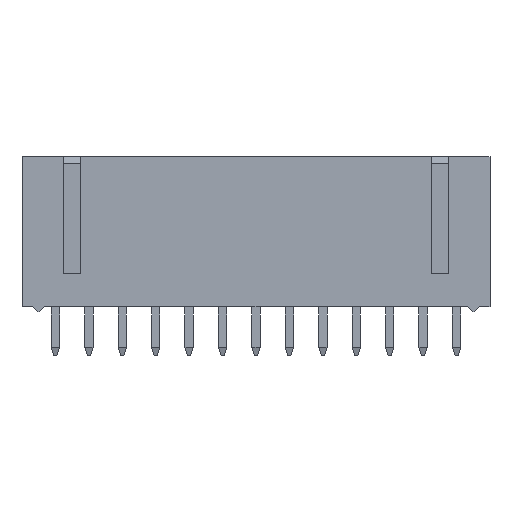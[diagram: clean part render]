
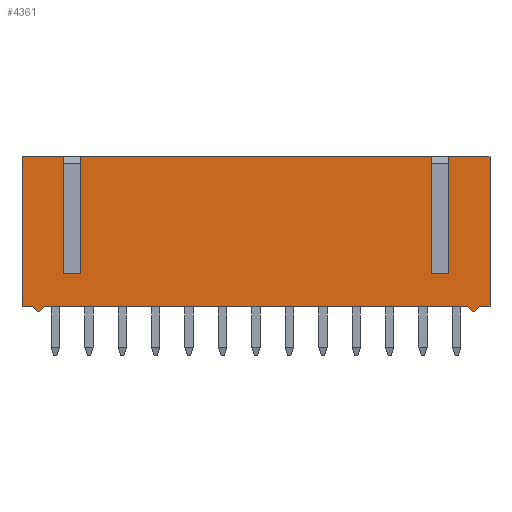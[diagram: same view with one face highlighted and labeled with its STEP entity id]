
A CAD part, front view. The second image highlights one B-rep face of the part: STEP entity #4361.
In plain terms, the highlighted planar face has unit normal (0, -1, 0).
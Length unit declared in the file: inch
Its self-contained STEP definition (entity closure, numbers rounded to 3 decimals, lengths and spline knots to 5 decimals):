
#5=DIRECTION('',(0.,0.,-1.));
#6=VECTOR('',#5,0.45);
#7=CARTESIAN_POINT('',(-0.7,-0.1,0.15));
#8=LINE('',#7,#6);
#573=DIRECTION('',(1.,0.,0.));
#574=VECTOR('',#573,0.0325);
#575=CARTESIAN_POINT('',(-0.7,-0.1,-0.3));
#576=LINE('',#575,#574);
#581=DIRECTION('',(1.,0.,0.));
#582=VECTOR('',#581,1.265);
#583=CARTESIAN_POINT('',(-0.6325,-0.1,-0.3));
#584=LINE('',#583,#582);
#593=DIRECTION('',(1.,0.,0.));
#594=VECTOR('',#593,0.0325);
#595=CARTESIAN_POINT('',(0.6675,-0.1,-0.3));
#596=LINE('',#595,#594);
#809=DIRECTION('',(-1.,0.,0.));
#810=VECTOR('',#809,0.05);
#811=CARTESIAN_POINT('',(-0.525,-0.1,-0.2));
#812=LINE('',#811,#810);
#813=DIRECTION('',(0.,0.,-1.));
#814=VECTOR('',#813,0.35);
#815=CARTESIAN_POINT('',(-0.525,-0.1,0.15));
#816=LINE('',#815,#814);
#817=DIRECTION('',(1.,0.,0.));
#818=VECTOR('',#817,1.05);
#819=CARTESIAN_POINT('',(-0.525,-0.1,0.15));
#820=LINE('',#819,#818);
#821=DIRECTION('',(0.,0.,-1.));
#822=VECTOR('',#821,0.35);
#823=CARTESIAN_POINT('',(0.525,-0.1,0.15));
#824=LINE('',#823,#822);
#825=DIRECTION('',(1.,0.,0.));
#826=VECTOR('',#825,0.05);
#827=CARTESIAN_POINT('',(0.525,-0.1,-0.2));
#828=LINE('',#827,#826);
#829=DIRECTION('',(0.,0.,-1.));
#830=VECTOR('',#829,0.35);
#831=CARTESIAN_POINT('',(0.575,-0.1,0.15));
#832=LINE('',#831,#830);
#833=DIRECTION('',(1.,0.,0.));
#834=VECTOR('',#833,0.125);
#835=CARTESIAN_POINT('',(0.575,-0.1,0.15));
#836=LINE('',#835,#834);
#837=DIRECTION('',(-0.707,0.,-0.707));
#838=VECTOR('',#837,0.02121);
#839=CARTESIAN_POINT('',(0.6675,-0.1,-0.3));
#840=LINE('',#839,#838);
#841=DIRECTION('',(-1.,0.,0.));
#842=VECTOR('',#841,0.005);
#843=CARTESIAN_POINT('',(0.6525,-0.1,-0.315));
#844=LINE('',#843,#842);
#845=DIRECTION('',(-0.707,0.,0.707));
#846=VECTOR('',#845,0.02121);
#847=CARTESIAN_POINT('',(0.6475,-0.1,-0.315));
#848=LINE('',#847,#846);
#849=DIRECTION('',(-0.707,0.,-0.707));
#850=VECTOR('',#849,0.02121);
#851=CARTESIAN_POINT('',(-0.6325,-0.1,-0.3));
#852=LINE('',#851,#850);
#853=DIRECTION('',(-1.,0.,0.));
#854=VECTOR('',#853,0.005);
#855=CARTESIAN_POINT('',(-0.6475,-0.1,-0.315));
#856=LINE('',#855,#854);
#857=DIRECTION('',(-0.707,0.,0.707));
#858=VECTOR('',#857,0.02121);
#859=CARTESIAN_POINT('',(-0.6525,-0.1,-0.315));
#860=LINE('',#859,#858);
#861=DIRECTION('',(1.,0.,0.));
#862=VECTOR('',#861,0.125);
#863=CARTESIAN_POINT('',(-0.7,-0.1,0.15));
#864=LINE('',#863,#862);
#865=DIRECTION('',(0.,0.,-1.));
#866=VECTOR('',#865,0.35);
#867=CARTESIAN_POINT('',(-0.575,-0.1,0.15));
#868=LINE('',#867,#866);
#1161=DIRECTION('',(0.,0.,-1.));
#1162=VECTOR('',#1161,0.45);
#1163=CARTESIAN_POINT('',(0.7,-0.1,0.15));
#1164=LINE('',#1163,#1162);
#2729=CARTESIAN_POINT('',(-0.7,-0.1,0.15));
#2730=CARTESIAN_POINT('',(-0.7,-0.1,-0.3));
#2731=VERTEX_POINT('',#2729);
#2732=VERTEX_POINT('',#2730);
#2735=CARTESIAN_POINT('',(0.7,-0.1,0.15));
#2736=CARTESIAN_POINT('',(0.7,-0.1,-0.3));
#2737=VERTEX_POINT('',#2735);
#2738=VERTEX_POINT('',#2736);
#2813=CARTESIAN_POINT('',(-0.6475,-0.1,-0.315));
#2814=CARTESIAN_POINT('',(-0.6525,-0.1,-0.315));
#2815=VERTEX_POINT('',#2813);
#2816=VERTEX_POINT('',#2814);
#2817=CARTESIAN_POINT('',(0.6525,-0.1,-0.315));
#2818=CARTESIAN_POINT('',(0.6475,-0.1,-0.315));
#2819=VERTEX_POINT('',#2817);
#2820=VERTEX_POINT('',#2818);
#2821=CARTESIAN_POINT('',(-0.6675,-0.1,-0.3));
#2823=VERTEX_POINT('',#2821);
#2825=CARTESIAN_POINT('',(-0.6325,-0.1,-0.3));
#2827=VERTEX_POINT('',#2825);
#2829=CARTESIAN_POINT('',(0.6325,-0.1,-0.3));
#2831=VERTEX_POINT('',#2829);
#2833=CARTESIAN_POINT('',(0.6675,-0.1,-0.3));
#2835=VERTEX_POINT('',#2833);
#2913=CARTESIAN_POINT('',(0.525,-0.1,-0.2));
#2914=CARTESIAN_POINT('',(0.575,-0.1,-0.2));
#2915=VERTEX_POINT('',#2913);
#2916=VERTEX_POINT('',#2914);
#2917=CARTESIAN_POINT('',(0.525,-0.1,0.15));
#2918=VERTEX_POINT('',#2917);
#2919=CARTESIAN_POINT('',(0.575,-0.1,0.15));
#2920=VERTEX_POINT('',#2919);
#2946=CARTESIAN_POINT('',(-0.525,-0.1,-0.2));
#2948=VERTEX_POINT('',#2946);
#2949=CARTESIAN_POINT('',(-0.575,-0.1,-0.2));
#2951=VERTEX_POINT('',#2949);
#2953=CARTESIAN_POINT('',(-0.525,-0.1,0.15));
#2954=VERTEX_POINT('',#2953);
#2955=CARTESIAN_POINT('',(-0.575,-0.1,0.15));
#2956=VERTEX_POINT('',#2955);
#4325=CARTESIAN_POINT('',(-0.7,-0.1,0.15));
#4326=DIRECTION('',(0.,-1.,0.));
#4327=DIRECTION('',(0.,0.,-1.));
#4328=AXIS2_PLACEMENT_3D('',#4325,#4326,#4327);
#4329=PLANE('',#4328);
#4330=ORIENTED_EDGE('',*,*,#3741,.F.);
#4331=ORIENTED_EDGE('',*,*,#3728,.F.);
#4332=ORIENTED_EDGE('',*,*,#3660,.T.);
#4334=ORIENTED_EDGE('',*,*,#4333,.T.);
#4335=ORIENTED_EDGE('',*,*,#3764,.T.);
#4337=ORIENTED_EDGE('',*,*,#4336,.F.);
#4338=ORIENTED_EDGE('',*,*,#3676,.T.);
#4340=ORIENTED_EDGE('',*,*,#4339,.T.);
#4341=ORIENTED_EDGE('',*,*,#4303,.F.);
#4343=ORIENTED_EDGE('',*,*,#4342,.T.);
#4345=ORIENTED_EDGE('',*,*,#4344,.T.);
#4347=ORIENTED_EDGE('',*,*,#4346,.T.);
#4348=ORIENTED_EDGE('',*,*,#4162,.F.);
#4350=ORIENTED_EDGE('',*,*,#4349,.T.);
#4352=ORIENTED_EDGE('',*,*,#4351,.T.);
#4353=ORIENTED_EDGE('',*,*,#4317,.T.);
#4354=ORIENTED_EDGE('',*,*,#4150,.F.);
#4355=ORIENTED_EDGE('',*,*,#3570,.F.);
#4356=ORIENTED_EDGE('',*,*,#3700,.T.);
#4358=ORIENTED_EDGE('',*,*,#4357,.T.);
#4359=EDGE_LOOP('',(#4330,#4331,#4332,#4334,#4335,#4337,#4338,#4340,#4341,#4343,
#4345,#4347,#4348,#4350,#4352,#4353,#4354,#4355,#4356,#4358));
#4360=FACE_OUTER_BOUND('',#4359,.F.);
#4361=ADVANCED_FACE('',(#4360),#4329,.T.);
#3570=EDGE_CURVE('',#2731,#2732,#8,.T.);
#3660=EDGE_CURVE('',#2954,#2918,#820,.T.);
#3676=EDGE_CURVE('',#2920,#2737,#836,.T.);
#3700=EDGE_CURVE('',#2731,#2956,#864,.T.);
#3728=EDGE_CURVE('',#2954,#2948,#816,.T.);
#3741=EDGE_CURVE('',#2948,#2951,#812,.T.);
#3764=EDGE_CURVE('',#2915,#2916,#828,.T.);
#4150=EDGE_CURVE('',#2732,#2823,#576,.T.);
#4162=EDGE_CURVE('',#2827,#2831,#584,.T.);
#4303=EDGE_CURVE('',#2835,#2738,#596,.T.);
#4317=EDGE_CURVE('',#2816,#2823,#860,.T.);
#4333=EDGE_CURVE('',#2918,#2915,#824,.T.);
#4336=EDGE_CURVE('',#2920,#2916,#832,.T.);
#4339=EDGE_CURVE('',#2737,#2738,#1164,.T.);
#4342=EDGE_CURVE('',#2835,#2819,#840,.T.);
#4344=EDGE_CURVE('',#2819,#2820,#844,.T.);
#4346=EDGE_CURVE('',#2820,#2831,#848,.T.);
#4349=EDGE_CURVE('',#2827,#2815,#852,.T.);
#4351=EDGE_CURVE('',#2815,#2816,#856,.T.);
#4357=EDGE_CURVE('',#2956,#2951,#868,.T.);
